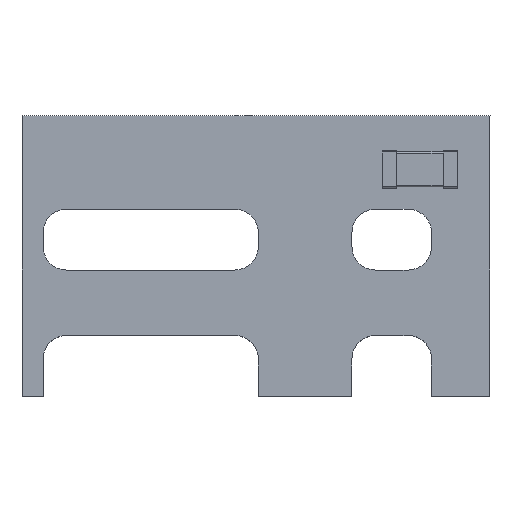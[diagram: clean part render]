
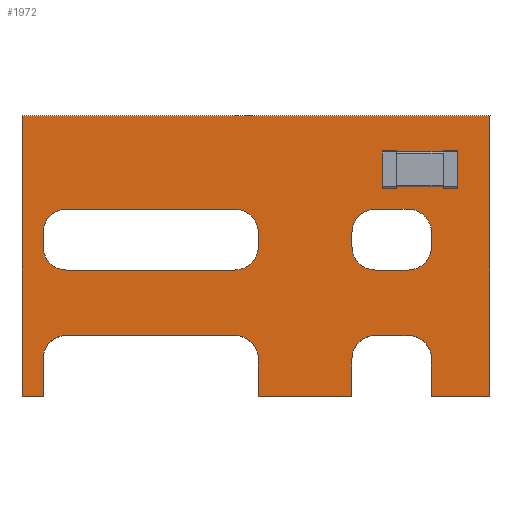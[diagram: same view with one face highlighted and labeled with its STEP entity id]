
A CAD part, top view. The second image highlights one B-rep face of the part: STEP entity #1972.
In plain terms, the highlighted planar face has unit normal (0, 0, 1).
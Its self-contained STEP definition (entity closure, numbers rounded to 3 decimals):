
#919 = VERTEX_POINT('',#920);
#920 = CARTESIAN_POINT('',(110.,-102.1,0.91));
#926 = EDGE_CURVE('',#919,#927,#929,.T.);
#927 = VERTEX_POINT('',#928);
#928 = CARTESIAN_POINT('',(108.75,-102.1,0.91));
#929 = LINE('',#930,#931);
#930 = CARTESIAN_POINT('',(110.,-102.1,0.91));
#931 = VECTOR('',#932,1.);
#932 = DIRECTION('',(-1.,0.,0.));
#957 = EDGE_CURVE('',#927,#958,#960,.T.);
#958 = VERTEX_POINT('',#959);
#959 = CARTESIAN_POINT('',(108.75,-101.3,0.91));
#960 = LINE('',#961,#962);
#961 = CARTESIAN_POINT('',(108.75,-102.1,0.91));
#962 = VECTOR('',#963,1.);
#963 = DIRECTION('',(0.,1.,0.));
#988 = EDGE_CURVE('',#958,#989,#991,.T.);
#989 = VERTEX_POINT('',#990);
#990 = CARTESIAN_POINT('',(108.25,-100.8,0.91));
#991 = CIRCLE('',#992,0.5);
#992 = AXIS2_PLACEMENT_3D('',#993,#994,#995);
#993 = CARTESIAN_POINT('',(108.25,-101.3,0.91));
#994 = DIRECTION('',(0.,0.,1.));
#995 = DIRECTION('',(1.,0.,-0.));
#1021 = EDGE_CURVE('',#989,#1022,#1024,.T.);
#1022 = VERTEX_POINT('',#1023);
#1023 = CARTESIAN_POINT('',(107.55,-100.8,0.91));
#1024 = LINE('',#1025,#1026);
#1025 = CARTESIAN_POINT('',(108.25,-100.8,0.91));
#1026 = VECTOR('',#1027,1.);
#1027 = DIRECTION('',(-1.,0.,0.));
#1052 = EDGE_CURVE('',#1022,#1053,#1055,.T.);
#1053 = VERTEX_POINT('',#1054);
#1054 = CARTESIAN_POINT('',(107.05,-101.3,0.91));
#1055 = CIRCLE('',#1056,0.5);
#1056 = AXIS2_PLACEMENT_3D('',#1057,#1058,#1059);
#1057 = CARTESIAN_POINT('',(107.55,-101.3,0.91));
#1058 = DIRECTION('',(0.,0.,1.));
#1059 = DIRECTION('',(0.,1.,0.));
#1085 = EDGE_CURVE('',#1053,#1086,#1088,.T.);
#1086 = VERTEX_POINT('',#1087);
#1087 = CARTESIAN_POINT('',(107.05,-102.1,0.91));
#1088 = LINE('',#1089,#1090);
#1089 = CARTESIAN_POINT('',(107.05,-101.3,0.91));
#1090 = VECTOR('',#1091,1.);
#1091 = DIRECTION('',(0.,-1.,0.));
#1116 = EDGE_CURVE('',#1086,#1117,#1119,.T.);
#1117 = VERTEX_POINT('',#1118);
#1118 = CARTESIAN_POINT('',(105.05,-102.1,0.91));
#1119 = LINE('',#1120,#1121);
#1120 = CARTESIAN_POINT('',(107.05,-102.1,0.91));
#1121 = VECTOR('',#1122,1.);
#1122 = DIRECTION('',(-1.,0.,0.));
#1147 = EDGE_CURVE('',#1117,#1148,#1150,.T.);
#1148 = VERTEX_POINT('',#1149);
#1149 = CARTESIAN_POINT('',(105.05,-101.3,0.91));
#1150 = LINE('',#1151,#1152);
#1151 = CARTESIAN_POINT('',(105.05,-102.1,0.91));
#1152 = VECTOR('',#1153,1.);
#1153 = DIRECTION('',(0.,1.,0.));
#1178 = EDGE_CURVE('',#1148,#1179,#1181,.T.);
#1179 = VERTEX_POINT('',#1180);
#1180 = CARTESIAN_POINT('',(104.55,-100.8,0.91));
#1181 = CIRCLE('',#1182,0.5);
#1182 = AXIS2_PLACEMENT_3D('',#1183,#1184,#1185);
#1183 = CARTESIAN_POINT('',(104.55,-101.3,0.91));
#1184 = DIRECTION('',(0.,0.,1.));
#1185 = DIRECTION('',(1.,0.,-0.));
#1211 = EDGE_CURVE('',#1179,#1212,#1214,.T.);
#1212 = VERTEX_POINT('',#1213);
#1213 = CARTESIAN_POINT('',(100.95,-100.8,0.91));
#1214 = LINE('',#1215,#1216);
#1215 = CARTESIAN_POINT('',(104.55,-100.8,0.91));
#1216 = VECTOR('',#1217,1.);
#1217 = DIRECTION('',(-1.,0.,0.));
#1242 = EDGE_CURVE('',#1212,#1243,#1245,.T.);
#1243 = VERTEX_POINT('',#1244);
#1244 = CARTESIAN_POINT('',(100.45,-101.3,0.91));
#1245 = CIRCLE('',#1246,0.5);
#1246 = AXIS2_PLACEMENT_3D('',#1247,#1248,#1249);
#1247 = CARTESIAN_POINT('',(100.95,-101.3,0.91));
#1248 = DIRECTION('',(0.,0.,1.));
#1249 = DIRECTION('',(0.,1.,0.));
#1275 = EDGE_CURVE('',#1243,#1276,#1278,.T.);
#1276 = VERTEX_POINT('',#1277);
#1277 = CARTESIAN_POINT('',(100.45,-102.1,0.91));
#1278 = LINE('',#1279,#1280);
#1279 = CARTESIAN_POINT('',(100.45,-101.3,0.91));
#1280 = VECTOR('',#1281,1.);
#1281 = DIRECTION('',(0.,-1.,0.));
#1306 = EDGE_CURVE('',#1276,#1307,#1309,.T.);
#1307 = VERTEX_POINT('',#1308);
#1308 = CARTESIAN_POINT('',(100.,-102.1,0.91));
#1309 = LINE('',#1310,#1311);
#1310 = CARTESIAN_POINT('',(100.45,-102.1,0.91));
#1311 = VECTOR('',#1312,1.);
#1312 = DIRECTION('',(-1.,0.,0.));
#1337 = EDGE_CURVE('',#1307,#1338,#1340,.T.);
#1338 = VERTEX_POINT('',#1339);
#1339 = CARTESIAN_POINT('',(100.,-96.1,0.91));
#1340 = LINE('',#1341,#1342);
#1341 = CARTESIAN_POINT('',(100.,-102.1,0.91));
#1342 = VECTOR('',#1343,1.);
#1343 = DIRECTION('',(0.,1.,0.));
#1368 = EDGE_CURVE('',#1338,#1369,#1371,.T.);
#1369 = VERTEX_POINT('',#1370);
#1370 = CARTESIAN_POINT('',(110.,-96.1,0.91));
#1371 = LINE('',#1372,#1373);
#1372 = CARTESIAN_POINT('',(100.,-96.1,0.91));
#1373 = VECTOR('',#1374,1.);
#1374 = DIRECTION('',(1.,0.,0.));
#1399 = EDGE_CURVE('',#1369,#919,#1400,.T.);
#1400 = LINE('',#1401,#1402);
#1401 = CARTESIAN_POINT('',(110.,-96.1,0.91));
#1402 = VECTOR('',#1403,1.);
#1403 = DIRECTION('',(0.,-1.,0.));
#1423 = VERTEX_POINT('',#1424);
#1424 = CARTESIAN_POINT('',(100.95,-98.1,0.91));
#1430 = EDGE_CURVE('',#1423,#1431,#1433,.T.);
#1431 = VERTEX_POINT('',#1432);
#1432 = CARTESIAN_POINT('',(100.45,-98.6,0.91));
#1433 = CIRCLE('',#1434,0.5);
#1434 = AXIS2_PLACEMENT_3D('',#1435,#1436,#1437);
#1435 = CARTESIAN_POINT('',(100.95,-98.6,0.91));
#1436 = DIRECTION('',(0.,0.,1.));
#1437 = DIRECTION('',(0.,1.,0.));
#1463 = EDGE_CURVE('',#1431,#1464,#1466,.T.);
#1464 = VERTEX_POINT('',#1465);
#1465 = CARTESIAN_POINT('',(100.45,-98.9,0.91));
#1466 = LINE('',#1467,#1468);
#1467 = CARTESIAN_POINT('',(100.45,-98.6,0.91));
#1468 = VECTOR('',#1469,1.);
#1469 = DIRECTION('',(0.,-1.,0.));
#1494 = EDGE_CURVE('',#1464,#1495,#1497,.T.);
#1495 = VERTEX_POINT('',#1496);
#1496 = CARTESIAN_POINT('',(100.95,-99.4,0.91));
#1497 = CIRCLE('',#1498,0.5);
#1498 = AXIS2_PLACEMENT_3D('',#1499,#1500,#1501);
#1499 = CARTESIAN_POINT('',(100.95,-98.9,0.91));
#1500 = DIRECTION('',(0.,0.,1.));
#1501 = DIRECTION('',(-1.,0.,0.));
#1527 = EDGE_CURVE('',#1495,#1528,#1530,.T.);
#1528 = VERTEX_POINT('',#1529);
#1529 = CARTESIAN_POINT('',(104.55,-99.4,0.91));
#1530 = LINE('',#1531,#1532);
#1531 = CARTESIAN_POINT('',(100.95,-99.4,0.91));
#1532 = VECTOR('',#1533,1.);
#1533 = DIRECTION('',(1.,0.,0.));
#1558 = EDGE_CURVE('',#1528,#1559,#1561,.T.);
#1559 = VERTEX_POINT('',#1560);
#1560 = CARTESIAN_POINT('',(105.05,-98.9,0.91));
#1561 = CIRCLE('',#1562,0.5);
#1562 = AXIS2_PLACEMENT_3D('',#1563,#1564,#1565);
#1563 = CARTESIAN_POINT('',(104.55,-98.9,0.91));
#1564 = DIRECTION('',(0.,0.,1.));
#1565 = DIRECTION('',(0.,-1.,0.));
#1591 = EDGE_CURVE('',#1559,#1592,#1594,.T.);
#1592 = VERTEX_POINT('',#1593);
#1593 = CARTESIAN_POINT('',(105.05,-98.6,0.91));
#1594 = LINE('',#1595,#1596);
#1595 = CARTESIAN_POINT('',(105.05,-98.9,0.91));
#1596 = VECTOR('',#1597,1.);
#1597 = DIRECTION('',(0.,1.,0.));
#1622 = EDGE_CURVE('',#1592,#1623,#1625,.T.);
#1623 = VERTEX_POINT('',#1624);
#1624 = CARTESIAN_POINT('',(104.55,-98.1,0.91));
#1625 = CIRCLE('',#1626,0.5);
#1626 = AXIS2_PLACEMENT_3D('',#1627,#1628,#1629);
#1627 = CARTESIAN_POINT('',(104.55,-98.6,0.91));
#1628 = DIRECTION('',(0.,0.,1.));
#1629 = DIRECTION('',(1.,0.,-0.));
#1655 = EDGE_CURVE('',#1623,#1423,#1656,.T.);
#1656 = LINE('',#1657,#1658);
#1657 = CARTESIAN_POINT('',(104.55,-98.1,0.91));
#1658 = VECTOR('',#1659,1.);
#1659 = DIRECTION('',(-1.,0.,0.));
#1679 = VERTEX_POINT('',#1680);
#1680 = CARTESIAN_POINT('',(107.55,-98.1,0.91));
#1686 = EDGE_CURVE('',#1679,#1687,#1689,.T.);
#1687 = VERTEX_POINT('',#1688);
#1688 = CARTESIAN_POINT('',(107.05,-98.6,0.91));
#1689 = CIRCLE('',#1690,0.5);
#1690 = AXIS2_PLACEMENT_3D('',#1691,#1692,#1693);
#1691 = CARTESIAN_POINT('',(107.55,-98.6,0.91));
#1692 = DIRECTION('',(0.,0.,1.));
#1693 = DIRECTION('',(0.,1.,0.));
#1719 = EDGE_CURVE('',#1687,#1720,#1722,.T.);
#1720 = VERTEX_POINT('',#1721);
#1721 = CARTESIAN_POINT('',(107.05,-98.9,0.91));
#1722 = LINE('',#1723,#1724);
#1723 = CARTESIAN_POINT('',(107.05,-98.6,0.91));
#1724 = VECTOR('',#1725,1.);
#1725 = DIRECTION('',(0.,-1.,0.));
#1750 = EDGE_CURVE('',#1720,#1751,#1753,.T.);
#1751 = VERTEX_POINT('',#1752);
#1752 = CARTESIAN_POINT('',(107.55,-99.4,0.91));
#1753 = CIRCLE('',#1754,0.5);
#1754 = AXIS2_PLACEMENT_3D('',#1755,#1756,#1757);
#1755 = CARTESIAN_POINT('',(107.55,-98.9,0.91));
#1756 = DIRECTION('',(0.,0.,1.));
#1757 = DIRECTION('',(-1.,0.,0.));
#1783 = EDGE_CURVE('',#1751,#1784,#1786,.T.);
#1784 = VERTEX_POINT('',#1785);
#1785 = CARTESIAN_POINT('',(108.25,-99.4,0.91));
#1786 = LINE('',#1787,#1788);
#1787 = CARTESIAN_POINT('',(107.55,-99.4,0.91));
#1788 = VECTOR('',#1789,1.);
#1789 = DIRECTION('',(1.,0.,0.));
#1814 = EDGE_CURVE('',#1784,#1815,#1817,.T.);
#1815 = VERTEX_POINT('',#1816);
#1816 = CARTESIAN_POINT('',(108.75,-98.9,0.91));
#1817 = CIRCLE('',#1818,0.5);
#1818 = AXIS2_PLACEMENT_3D('',#1819,#1820,#1821);
#1819 = CARTESIAN_POINT('',(108.25,-98.9,0.91));
#1820 = DIRECTION('',(0.,0.,1.));
#1821 = DIRECTION('',(0.,-1.,0.));
#1847 = EDGE_CURVE('',#1815,#1848,#1850,.T.);
#1848 = VERTEX_POINT('',#1849);
#1849 = CARTESIAN_POINT('',(108.75,-98.6,0.91));
#1850 = LINE('',#1851,#1852);
#1851 = CARTESIAN_POINT('',(108.75,-98.9,0.91));
#1852 = VECTOR('',#1853,1.);
#1853 = DIRECTION('',(0.,1.,0.));
#1878 = EDGE_CURVE('',#1848,#1879,#1881,.T.);
#1879 = VERTEX_POINT('',#1880);
#1880 = CARTESIAN_POINT('',(108.25,-98.1,0.91));
#1881 = CIRCLE('',#1882,0.5);
#1882 = AXIS2_PLACEMENT_3D('',#1883,#1884,#1885);
#1883 = CARTESIAN_POINT('',(108.25,-98.6,0.91));
#1884 = DIRECTION('',(0.,0.,1.));
#1885 = DIRECTION('',(1.,0.,-0.));
#1911 = EDGE_CURVE('',#1879,#1679,#1912,.T.);
#1912 = LINE('',#1913,#1914);
#1913 = CARTESIAN_POINT('',(108.25,-98.1,0.91));
#1914 = VECTOR('',#1915,1.);
#1915 = DIRECTION('',(-1.,0.,0.));
#1972 = ADVANCED_FACE('',(#1973,#1991,#2001),#2011,.T.);
#1973 = FACE_BOUND('',#1974,.F.);
#1974 = EDGE_LOOP('',(#1975,#1976,#1977,#1978,#1979,#1980,#1981,#1982,
    #1983,#1984,#1985,#1986,#1987,#1988,#1989,#1990));
#1975 = ORIENTED_EDGE('',*,*,#926,.T.);
#1976 = ORIENTED_EDGE('',*,*,#957,.T.);
#1977 = ORIENTED_EDGE('',*,*,#988,.T.);
#1978 = ORIENTED_EDGE('',*,*,#1021,.T.);
#1979 = ORIENTED_EDGE('',*,*,#1052,.T.);
#1980 = ORIENTED_EDGE('',*,*,#1085,.T.);
#1981 = ORIENTED_EDGE('',*,*,#1116,.T.);
#1982 = ORIENTED_EDGE('',*,*,#1147,.T.);
#1983 = ORIENTED_EDGE('',*,*,#1178,.T.);
#1984 = ORIENTED_EDGE('',*,*,#1211,.T.);
#1985 = ORIENTED_EDGE('',*,*,#1242,.T.);
#1986 = ORIENTED_EDGE('',*,*,#1275,.T.);
#1987 = ORIENTED_EDGE('',*,*,#1306,.T.);
#1988 = ORIENTED_EDGE('',*,*,#1337,.T.);
#1989 = ORIENTED_EDGE('',*,*,#1368,.T.);
#1990 = ORIENTED_EDGE('',*,*,#1399,.T.);
#1991 = FACE_BOUND('',#1992,.F.);
#1992 = EDGE_LOOP('',(#1993,#1994,#1995,#1996,#1997,#1998,#1999,#2000));
#1993 = ORIENTED_EDGE('',*,*,#1430,.T.);
#1994 = ORIENTED_EDGE('',*,*,#1463,.T.);
#1995 = ORIENTED_EDGE('',*,*,#1494,.T.);
#1996 = ORIENTED_EDGE('',*,*,#1527,.T.);
#1997 = ORIENTED_EDGE('',*,*,#1558,.T.);
#1998 = ORIENTED_EDGE('',*,*,#1591,.T.);
#1999 = ORIENTED_EDGE('',*,*,#1622,.T.);
#2000 = ORIENTED_EDGE('',*,*,#1655,.T.);
#2001 = FACE_BOUND('',#2002,.F.);
#2002 = EDGE_LOOP('',(#2003,#2004,#2005,#2006,#2007,#2008,#2009,#2010));
#2003 = ORIENTED_EDGE('',*,*,#1686,.T.);
#2004 = ORIENTED_EDGE('',*,*,#1719,.T.);
#2005 = ORIENTED_EDGE('',*,*,#1750,.T.);
#2006 = ORIENTED_EDGE('',*,*,#1783,.T.);
#2007 = ORIENTED_EDGE('',*,*,#1814,.T.);
#2008 = ORIENTED_EDGE('',*,*,#1847,.T.);
#2009 = ORIENTED_EDGE('',*,*,#1878,.T.);
#2010 = ORIENTED_EDGE('',*,*,#1911,.T.);
#2011 = PLANE('',#2012);
#2012 = AXIS2_PLACEMENT_3D('',#2013,#2014,#2015);
#2013 = CARTESIAN_POINT('',(0.,0.,0.91));
#2014 = DIRECTION('',(0.,0.,1.));
#2015 = DIRECTION('',(1.,0.,-0.));
